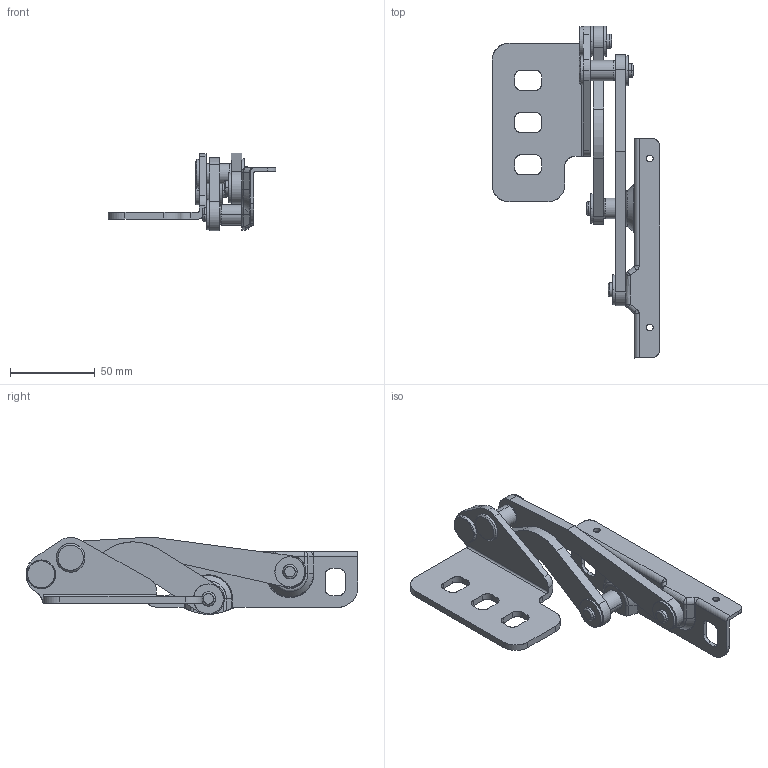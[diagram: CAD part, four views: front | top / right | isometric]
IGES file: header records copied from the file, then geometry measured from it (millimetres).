
Start section: SolidWorks IGES file using analytic representation for surfaces
Global section: file name: B-863-3-R.IGS,15; native system: HSolidWorks 2014; preprocessor: SolidWorks 2014; author: 1337yo; date: 190620.155509; units: millimetre
Bounding box: 99.3 x 196.44 x 46.11 mm (x, y, z)
Surface area: 46772.2 mm2 (no closed solid volume)
Topology: 0 solids, 0 shells, 272 faces, 4292 edges, 4289 vertices
Faces by surface type: revolution 142, bspline 130
